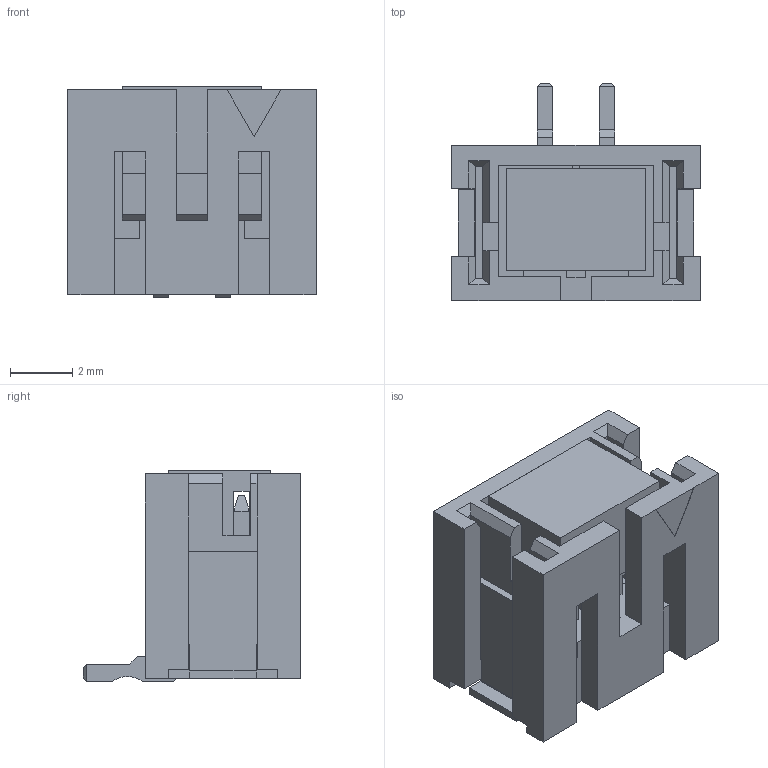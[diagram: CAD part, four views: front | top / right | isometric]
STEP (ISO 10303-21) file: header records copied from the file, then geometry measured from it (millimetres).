
FILE_DESCRIPTION(('STEP AP203'),'1');
FILE_NAME('620302124022.stp','2025-06-04T14:15:39',('TraceParts'),('TraceParts S.A.'),'Spatial InterOp 3D',' ',' ');
FILE_SCHEMA(('CONFIG_CONTROL_DESIGN'));
Length unit declared in the file: millimetre
Products named in the file (1): 1
Bounding box: 8 x 7.01 x 6.78 mm (x, y, z)
Volume: 175.1 mm3; surface area: 639.6 mm2
Topology: 6 solids, 6 shells, 203 faces, 563 edges, 366 vertices
Faces by surface type: plane 195, cylinder 8
Entity records: 6409 total; most frequent: CARTESIAN_POINT 1138, ORIENTED_EDGE 1126, DIRECTION 997, EDGE_CURVE 563, LINE 547, VECTOR 547, VERTEX_POINT 366, AXIS2_PLACEMENT_3D 225
